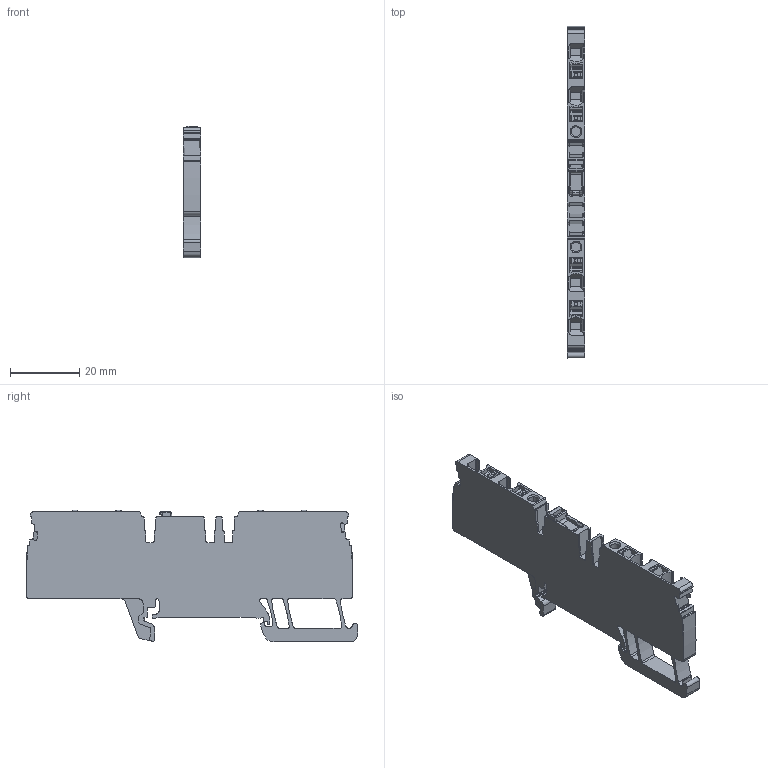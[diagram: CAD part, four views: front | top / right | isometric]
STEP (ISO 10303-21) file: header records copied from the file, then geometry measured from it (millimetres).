
FILE_DESCRIPTION(('CATIA V5R20 STEP214','CAx-IF Rec.Pracs.--- Model Styling and Organization---1.5--- 2016-08-15','CAx-IF Rec.Pracs.---Supplemental Geometry---1.0---2011-11-01','CAx-IF Rec.Pracs.--- Composite Materials ---1.1---2010-07-15'),'2;1');
FILE_NAME ('1925501-2_3', '2025-02-27T10:28:30+00:00', ('Weidmueller Interface'), ('Weidmueller'), 'CATIA Version 5-6 Release 2022 SP4 HF5', 'CATIA V5 STEP AP214 v3', 'none');
FILE_SCHEMA(('AUTOMOTIVE_DESIGN { 1 0 10303 214 1 1 1 1 }'));
Length unit declared in the file: millimetre
Products named in the file (1): 2974160000
Bounding box: 5.1 x 96.14 x 38.1 mm (x, y, z)
Volume: 12131.9 mm3; surface area: 8851.8 mm2
Topology: 1 solids, 1 shells, 1080 faces, 3049 edges, 1974 vertices
Faces by surface type: cylinder 452, plane 411, extrusion 132, bspline 40, torus 39, cone 4, sphere 2
Entity records: 38837 total; most frequent: CARTESIAN_POINT 11389, ORIENTED_EDGE 6090, DIRECTION 4289, EDGE_CURVE 3045, VERTEX_POINT 1974, VECTOR 1936, LINE 1804, AXIS2_PLACEMENT_3D 1536
